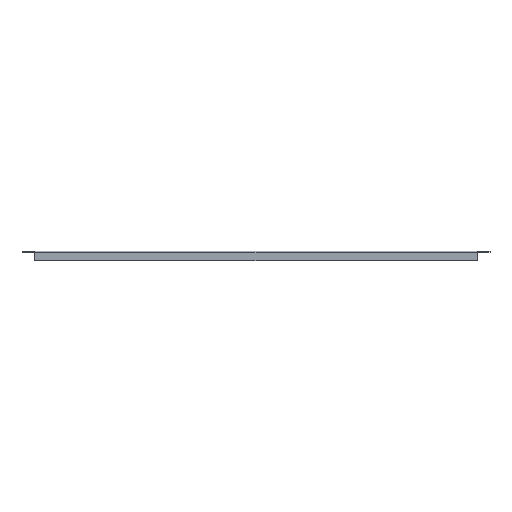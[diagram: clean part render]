
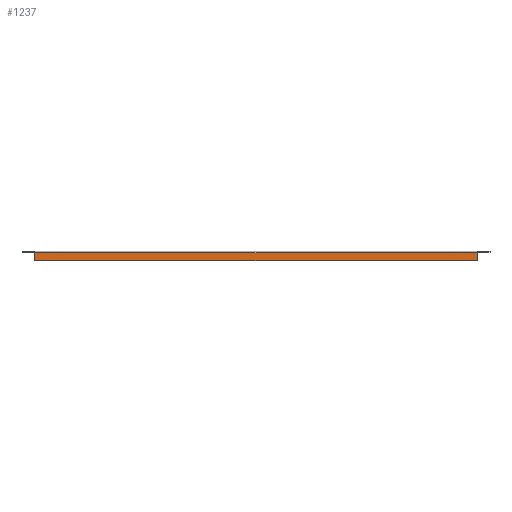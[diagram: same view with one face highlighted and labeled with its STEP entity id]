
A CAD part, front view. The second image highlights one B-rep face of the part: STEP entity #1237.
In plain terms, the highlighted planar face has unit normal (0, -1, 0).
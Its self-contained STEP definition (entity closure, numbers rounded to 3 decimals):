
#19 = VECTOR ( 'NONE', #1642, 1000. ) ;
#23 = LINE ( 'NONE', #1177, #1635 ) ;
#48 = VECTOR ( 'NONE', #271, 1000. ) ;
#53 = CARTESIAN_POINT ( 'NONE',  ( 26., -321.5, -2.5 ) ) ;
#98 = CARTESIAN_POINT ( 'NONE',  ( 911.5, -321.5, -20. ) ) ;
#207 = EDGE_CURVE ( 'NONE', #1534, #827, #23, .T. ) ;
#212 = CARTESIAN_POINT ( 'NONE',  ( 26., -321.5, -3.5 ) ) ;
#271 = DIRECTION ( 'NONE',  ( 0., 0., -1. ) ) ;
#282 = EDGE_CURVE ( 'NONE', #414, #827, #451, .T. ) ;
#351 = ORIENTED_EDGE ( 'NONE', *, *, #683, .F. ) ;
#414 = VERTEX_POINT ( 'NONE', #669 ) ;
#451 = LINE ( 'NONE', #53, #1144 ) ;
#472 = DIRECTION ( 'NONE',  ( 0., 0., 1. ) ) ;
#522 = CARTESIAN_POINT ( 'NONE',  ( 26., -321.5, -20. ) ) ;
#569 = DIRECTION ( 'NONE',  ( 0., -1., 0. ) ) ;
#588 = CARTESIAN_POINT ( 'NONE',  ( 911.5, -321.5, -3.5 ) ) ;
#595 = PLANE ( 'NONE',  #1628 ) ;
#669 = CARTESIAN_POINT ( 'NONE',  ( 26., -321.5, -20. ) ) ;
#683 = EDGE_CURVE ( 'NONE', #1015, #414, #1778, .T. ) ;
#719 = CARTESIAN_POINT ( 'NONE',  ( 0., -321.5, 0. ) ) ;
#734 = DIRECTION ( 'NONE',  ( -1., 0., 0. ) ) ;
#827 = VERTEX_POINT ( 'NONE', #212 ) ;
#1015 = VERTEX_POINT ( 'NONE', #98 ) ;
#1067 = EDGE_CURVE ( 'NONE', #1534, #1015, #1248, .T. ) ;
#1144 = VECTOR ( 'NONE', #472, 1000. ) ;
#1145 = FACE_OUTER_BOUND ( 'NONE', #1711, .T. ) ;
#1177 = CARTESIAN_POINT ( 'NONE',  ( 0., -321.5, -3.5 ) ) ;
#1204 = ORIENTED_EDGE ( 'NONE', *, *, #282, .F. ) ;
#1230 = ORIENTED_EDGE ( 'NONE', *, *, #1067, .F. ) ;
#1237 = ADVANCED_FACE ( 'NONE', ( #1145 ), #595, .T. ) ;
#1248 = LINE ( 'NONE', #1645, #48 ) ;
#1276 = DIRECTION ( 'NONE',  ( 0., 0., -1. ) ) ;
#1534 = VERTEX_POINT ( 'NONE', #588 ) ;
#1628 = AXIS2_PLACEMENT_3D ( 'NONE', #719, #569, #1276 ) ;
#1635 = VECTOR ( 'NONE', #734, 1000. ) ;
#1642 = DIRECTION ( 'NONE',  ( -1., 0., 0. ) ) ;
#1645 = CARTESIAN_POINT ( 'NONE',  ( 911.5, -321.5, -20. ) ) ;
#1680 = ORIENTED_EDGE ( 'NONE', *, *, #207, .T. ) ;
#1711 = EDGE_LOOP ( 'NONE', ( #1230, #1680, #1204, #351 ) ) ;
#1778 = LINE ( 'NONE', #522, #19 ) ;
